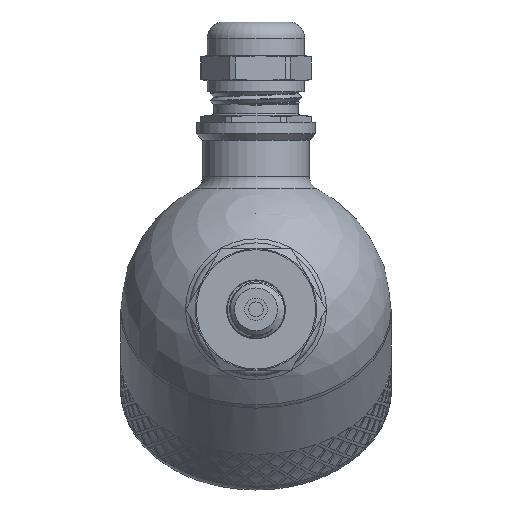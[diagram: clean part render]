
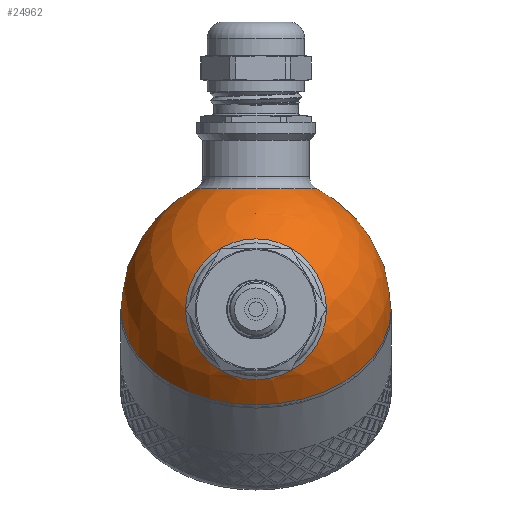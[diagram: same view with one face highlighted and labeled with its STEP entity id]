
A CAD part, left-side view. The second image highlights one B-rep face of the part: STEP entity #24962.
In plain terms, the highlighted spherical face has radius 30 mm.
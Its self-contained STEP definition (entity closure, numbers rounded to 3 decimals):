
#136=SPHERICAL_SURFACE('',#26532,30.);
#208=FACE_BOUND('',#3729,.T.);
#209=FACE_BOUND('',#3730,.T.);
#2089=FACE_OUTER_BOUND('',#3728,.T.);
#3728=EDGE_LOOP('',(#18053,#18054,#18055,#18056));
#3729=EDGE_LOOP('',(#18057));
#3730=EDGE_LOOP('',(#18058));
#5233=CIRCLE('',#26454,30.);
#5234=CIRCLE('',#26455,30.);
#5261=CIRCLE('',#26528,13.5);
#5264=CIRCLE('',#26533,30.);
#5265=CIRCLE('',#26534,15.643);
#9697=VERTEX_POINT('',#34272);
#9698=VERTEX_POINT('',#34274);
#10197=VERTEX_POINT('',#40661);
#10199=VERTEX_POINT('',#40668);
#10200=VERTEX_POINT('',#40670);
#12383=EDGE_CURVE('',#9697,#9698,#5233,.T.);
#12384=EDGE_CURVE('',#9698,#9697,#5234,.T.);
#13135=EDGE_CURVE('',#10197,#10197,#5261,.T.);
#13138=EDGE_CURVE('',#9698,#10199,#5264,.T.);
#13139=EDGE_CURVE('',#10200,#10200,#5265,.T.);
#18053=ORIENTED_EDGE('',*,*,#12384,.F.);
#18054=ORIENTED_EDGE('',*,*,#13138,.T.);
#18055=ORIENTED_EDGE('',*,*,#13138,.F.);
#18056=ORIENTED_EDGE('',*,*,#12383,.F.);
#18057=ORIENTED_EDGE('',*,*,#13139,.F.);
#18058=ORIENTED_EDGE('',*,*,#13135,.F.);
#24962=ADVANCED_FACE('',(#2089,#208,#209),#136,.T.);
#26454=AXIS2_PLACEMENT_3D('',#34275,#27826,#27827);
#26455=AXIS2_PLACEMENT_3D('',#34276,#27828,#27829);
#26528=AXIS2_PLACEMENT_3D('',#40662,#28238,#28239);
#26532=AXIS2_PLACEMENT_3D('',#40667,#28246,#28247);
#26533=AXIS2_PLACEMENT_3D('',#40669,#28248,#28249);
#26534=AXIS2_PLACEMENT_3D('',#40671,#28250,#28251);
#27826=DIRECTION('center_axis',(1.,0.,0.));
#27827=DIRECTION('ref_axis',(0.,1.,0.));
#27828=DIRECTION('center_axis',(1.,0.,0.));
#27829=DIRECTION('ref_axis',(0.,1.,0.));
#28238=DIRECTION('center_axis',(-0.707,0.,-0.707));
#28239=DIRECTION('ref_axis',(-0.707,0.,0.707));
#28246=DIRECTION('center_axis',(1.,0.,0.));
#28247=DIRECTION('ref_axis',(0.,-1.,0.));
#28248=DIRECTION('center_axis',(0.,0.,1.));
#28249=DIRECTION('ref_axis',(0.,1.,0.));
#28250=DIRECTION('center_axis',(-0.707,0.,0.707));
#28251=DIRECTION('ref_axis',(0.707,0.,0.707));
#34272=CARTESIAN_POINT('',(0.,-30.,0.));
#34274=CARTESIAN_POINT('',(0.,30.,0.));
#34275=CARTESIAN_POINT('Origin',(0.,0.,0.));
#34276=CARTESIAN_POINT('Origin',(0.,0.,0.));
#40661=CARTESIAN_POINT('',(-9.398,0.,-28.49));
#40662=CARTESIAN_POINT('Origin',(-18.944,0.,-18.944));
#40667=CARTESIAN_POINT('Origin',(0.,0.,0.));
#40668=CARTESIAN_POINT('',(-30.,0.,0.));
#40669=CARTESIAN_POINT('Origin',(0.,0.,0.));
#40670=CARTESIAN_POINT('',(-29.162,0.,7.04));
#40671=CARTESIAN_POINT('Origin',(-18.101,0.,18.101));
